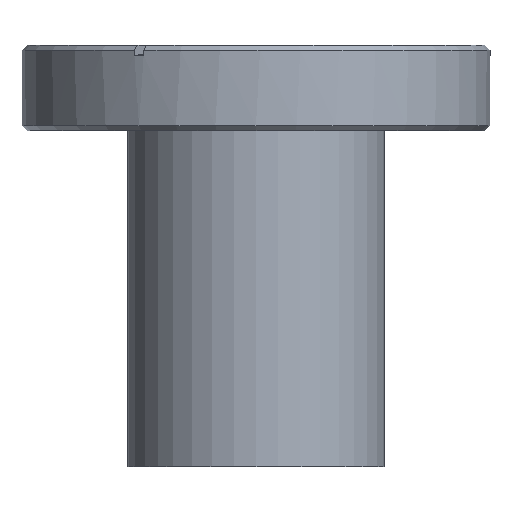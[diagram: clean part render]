
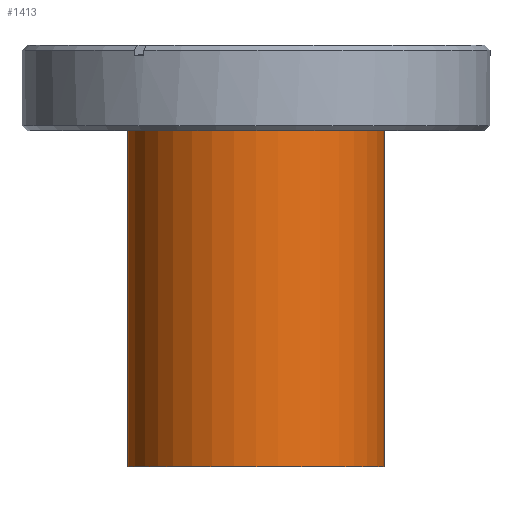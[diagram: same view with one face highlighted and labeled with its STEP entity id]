
A CAD part, front view. The second image highlights one B-rep face of the part: STEP entity #1413.
In plain terms, the highlighted cylindrical face has radius 19.05 mm (diameter 38.1 mm), a partial arc.
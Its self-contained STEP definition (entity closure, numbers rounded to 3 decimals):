
#67 = CARTESIAN_POINT ( 'NONE',  ( -19.05, 0., -62.484 ) ) ;
#68 = CARTESIAN_POINT ( 'NONE',  ( 19.05, 0., -62.484 ) ) ;
#122 = CARTESIAN_POINT ( 'NONE',  ( 19.05, 0., -5.309 ) ) ;
#128 = CARTESIAN_POINT ( 'NONE',  ( -19.05, 0., -5.309 ) ) ;
#129 = DIRECTION ( 'NONE',  ( 0., 0., 1. ) ) ;
#130 = VECTOR ( 'NONE', #129, 1000. ) ;
#131 = CARTESIAN_POINT ( 'NONE',  ( -19.05, 0., -62.484 ) ) ;
#132 = LINE ( 'NONE', #131, #130 ) ;
#258 = DIRECTION ( 'NONE',  ( 1., 0., 0. ) ) ;
#259 = DIRECTION ( 'NONE',  ( 0., 0., 1. ) ) ;
#260 = CARTESIAN_POINT ( 'NONE',  ( 0., 0., -62.484 ) ) ;
#261 = AXIS2_PLACEMENT_3D ( 'NONE', #260, #259, #258 ) ;
#262 = CYLINDRICAL_SURFACE ( 'NONE', #261, 19.05 ) ;
#263 = CIRCLE ( 'NONE', #329, 19.05 ) ;
#264 = FACE_OUTER_BOUND ( 'NONE', #1414, .T. ) ;
#265 = DIRECTION ( 'NONE',  ( 0., 0., 1. ) ) ;
#266 = VECTOR ( 'NONE', #265, 1000. ) ;
#267 = CARTESIAN_POINT ( 'NONE',  ( 19.05, 0., -62.484 ) ) ;
#268 = LINE ( 'NONE', #267, #266 ) ;
#321 = DIRECTION ( 'NONE',  ( 1., 0., 0. ) ) ;
#322 = DIRECTION ( 'NONE',  ( 0., 0., 1. ) ) ;
#323 = CARTESIAN_POINT ( 'NONE',  ( 0., 0., -5.309 ) ) ;
#324 = AXIS2_PLACEMENT_3D ( 'NONE', #323, #322, #321 ) ;
#325 = CIRCLE ( 'NONE', #324, 19.05 ) ;
#326 = DIRECTION ( 'NONE',  ( 1., 0., 0. ) ) ;
#327 = DIRECTION ( 'NONE',  ( 0., 0., 1. ) ) ;
#328 = CARTESIAN_POINT ( 'NONE',  ( 0., 0., -62.484 ) ) ;
#329 = AXIS2_PLACEMENT_3D ( 'NONE', #328, #327, #326 ) ;
#1268 = VERTEX_POINT ( 'NONE', #68 ) ;
#1269 = VERTEX_POINT ( 'NONE', #67 ) ;
#1271 = EDGE_CURVE ( 'NONE', #1269, #1272, #132, .T. ) ;
#1272 = VERTEX_POINT ( 'NONE', #128 ) ;
#1275 = VERTEX_POINT ( 'NONE', #122 ) ;
#1412 = EDGE_CURVE ( 'NONE', #1268, #1275, #268, .T. ) ;
#1413 = ADVANCED_FACE ( 'NONE', ( #264 ), #262, .T. ) ;
#1414 = EDGE_LOOP ( 'NONE', ( #1415, #1416, #1418, #1419 ) ) ;
#1415 = ORIENTED_EDGE ( 'NONE', *, *, #1271, .F. ) ;
#1416 = ORIENTED_EDGE ( 'NONE', *, *, #1417, .T. ) ;
#1417 = EDGE_CURVE ( 'NONE', #1269, #1268, #263, .T. ) ;
#1418 = ORIENTED_EDGE ( 'NONE', *, *, #1412, .T. ) ;
#1419 = ORIENTED_EDGE ( 'NONE', *, *, #1420, .F. ) ;
#1420 = EDGE_CURVE ( 'NONE', #1272, #1275, #325, .T. ) ;
